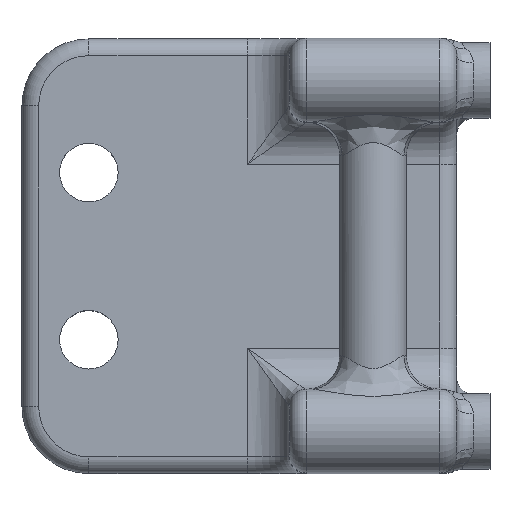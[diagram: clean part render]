
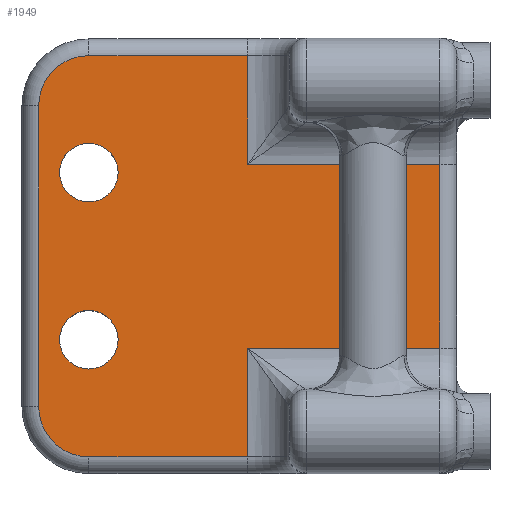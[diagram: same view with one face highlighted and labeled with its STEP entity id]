
A CAD part, top view. The second image highlights one B-rep face of the part: STEP entity #1949.
In plain terms, the highlighted planar face has unit normal (0, 0, 1).
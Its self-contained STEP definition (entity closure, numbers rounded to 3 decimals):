
#219=CIRCLE('',#2126,3.);
#220=CIRCLE('',#2127,3.);
#221=CIRCLE('',#2128,1.75);
#222=CIRCLE('',#2129,1.75);
#427=ORIENTED_EDGE('',*,*,#1028,.T.);
#428=ORIENTED_EDGE('',*,*,#1029,.T.);
#429=ORIENTED_EDGE('',*,*,#1030,.T.);
#430=ORIENTED_EDGE('',*,*,#1031,.T.);
#431=ORIENTED_EDGE('',*,*,#1032,.T.);
#432=ORIENTED_EDGE('',*,*,#1033,.T.);
#433=ORIENTED_EDGE('',*,*,#1034,.T.);
#434=ORIENTED_EDGE('',*,*,#1035,.T.);
#435=ORIENTED_EDGE('',*,*,#1036,.T.);
#436=ORIENTED_EDGE('',*,*,#1037,.T.);
#437=ORIENTED_EDGE('',*,*,#1038,.T.);
#438=ORIENTED_EDGE('',*,*,#1039,.T.);
#1028=EDGE_CURVE('',#1322,#1323,#1477,.T.);
#1029=EDGE_CURVE('',#1323,#1324,#1478,.F.);
#1030=EDGE_CURVE('',#1324,#1325,#1479,.F.);
#1031=EDGE_CURVE('',#1325,#1326,#1480,.T.);
#1032=EDGE_CURVE('',#1326,#1327,#1481,.T.);
#1033=EDGE_CURVE('',#1327,#1328,#219,.F.);
#1034=EDGE_CURVE('',#1328,#1329,#1482,.F.);
#1035=EDGE_CURVE('',#1329,#1330,#220,.F.);
#1036=EDGE_CURVE('',#1330,#1331,#1483,.F.);
#1037=EDGE_CURVE('',#1331,#1322,#1484,.T.);
#1038=EDGE_CURVE('',#1332,#1332,#221,.T.);
#1039=EDGE_CURVE('',#1333,#1333,#222,.T.);
#1322=VERTEX_POINT('',#3129);
#1323=VERTEX_POINT('',#3130);
#1324=VERTEX_POINT('',#3132);
#1325=VERTEX_POINT('',#3134);
#1326=VERTEX_POINT('',#3136);
#1327=VERTEX_POINT('',#3138);
#1328=VERTEX_POINT('',#3140);
#1329=VERTEX_POINT('',#3142);
#1330=VERTEX_POINT('',#3144);
#1331=VERTEX_POINT('',#3146);
#1332=VERTEX_POINT('',#3149);
#1333=VERTEX_POINT('',#3151);
#1477=LINE('',#3128,#1558);
#1478=LINE('',#3131,#1559);
#1479=LINE('',#3133,#1560);
#1480=LINE('',#3135,#1561);
#1481=LINE('',#3137,#1562);
#1482=LINE('',#3141,#1563);
#1483=LINE('',#3145,#1564);
#1484=LINE('',#3147,#1565);
#1558=VECTOR('',#2484,1000.);
#1559=VECTOR('',#2485,1000.);
#1560=VECTOR('',#2486,1000.);
#1561=VECTOR('',#2487,1000.);
#1562=VECTOR('',#2488,1000.);
#1563=VECTOR('',#2491,1000.);
#1564=VECTOR('',#2494,1000.);
#1565=VECTOR('',#2495,1000.);
#1611=EDGE_LOOP('',(#427,#428,#429,#430,#431,#432,#433,#434,#435,#436));
#1612=EDGE_LOOP('',(#437));
#1613=EDGE_LOOP('',(#438));
#1768=FACE_BOUND('',#1611,.T.);
#1769=FACE_BOUND('',#1612,.T.);
#1770=FACE_BOUND('',#1613,.T.);
#1921=PLANE('',#2125);
#1949=ADVANCED_FACE('',(#1768,#1769,#1770),#1921,.F.);
#2125=AXIS2_PLACEMENT_3D('',#3127,#2482,#2483);
#2126=AXIS2_PLACEMENT_3D('',#3139,#2489,#2490);
#2127=AXIS2_PLACEMENT_3D('',#3143,#2492,#2493);
#2128=AXIS2_PLACEMENT_3D('',#3148,#2496,#2497);
#2129=AXIS2_PLACEMENT_3D('',#3150,#2498,#2499);
#2482=DIRECTION('',(0.,0.,-1.));
#2483=DIRECTION('',(-1.,0.,0.));
#2484=DIRECTION('',(1.,0.,0.));
#2485=DIRECTION('',(0.,-1.,0.));
#2486=DIRECTION('',(1.,0.,0.));
#2487=DIRECTION('',(0.,1.,0.));
#2488=DIRECTION('',(-1.,0.,0.));
#2489=DIRECTION('',(0.,0.,-1.));
#2490=DIRECTION('',(-1.,0.,0.));
#2491=DIRECTION('',(0.,1.,0.));
#2492=DIRECTION('',(0.,0.,-1.));
#2493=DIRECTION('',(-1.,0.,0.));
#2494=DIRECTION('',(-1.,0.,0.));
#2495=DIRECTION('',(0.,1.,0.));
#2496=DIRECTION('',(0.,0.,-1.));
#2497=DIRECTION('',(-1.,0.,0.));
#2498=DIRECTION('',(0.,0.,-1.));
#2499=DIRECTION('',(-1.,0.,0.));
#3127=CARTESIAN_POINT('',(0.,-13.,5.));
#3128=CARTESIAN_POINT('',(0.,-5.5,5.));
#3129=CARTESIAN_POINT('',(-2.5,-5.5,5.));
#3130=CARTESIAN_POINT('',(9.,-5.5,5.));
#3131=CARTESIAN_POINT('',(9.,-13.,5.));
#3132=CARTESIAN_POINT('',(9.,5.5,5.));
#3133=CARTESIAN_POINT('',(0.,5.5,5.));
#3134=CARTESIAN_POINT('',(-2.5,5.5,5.));
#3135=CARTESIAN_POINT('',(-2.5,13.,5.));
#3136=CARTESIAN_POINT('',(-2.5,12.,5.));
#3137=CARTESIAN_POINT('',(0.,12.,5.));
#3138=CARTESIAN_POINT('',(-12.,12.,5.));
#3139=CARTESIAN_POINT('',(-12.,9.,5.));
#3140=CARTESIAN_POINT('',(-15.,9.,5.));
#3141=CARTESIAN_POINT('',(-15.,-13.,5.));
#3142=CARTESIAN_POINT('',(-15.,-9.,5.));
#3143=CARTESIAN_POINT('',(-12.,-9.,5.));
#3144=CARTESIAN_POINT('',(-12.,-12.,5.));
#3145=CARTESIAN_POINT('',(-2.5,-12.,5.));
#3146=CARTESIAN_POINT('',(-2.5,-12.,5.));
#3147=CARTESIAN_POINT('',(-2.5,-8.,5.));
#3148=CARTESIAN_POINT('',(-12.,5.,5.));
#3149=CARTESIAN_POINT('',(-13.75,5.,5.));
#3150=CARTESIAN_POINT('',(-12.,-5.,5.));
#3151=CARTESIAN_POINT('',(-13.75,-5.,5.));
